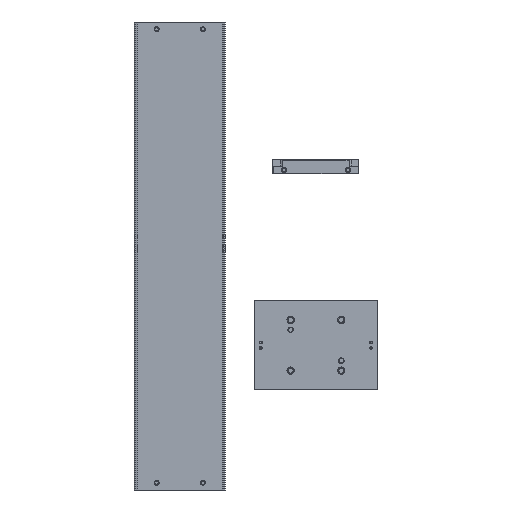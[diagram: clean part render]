
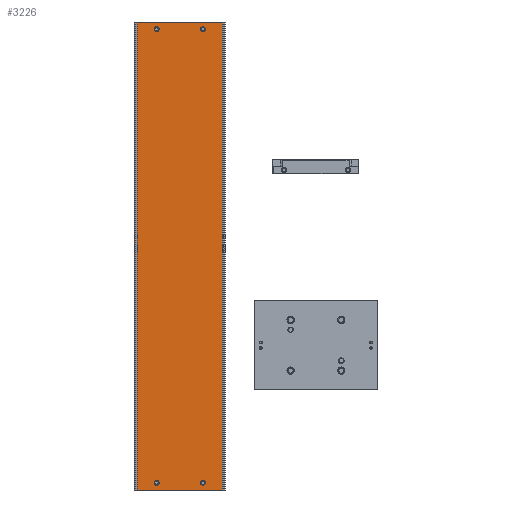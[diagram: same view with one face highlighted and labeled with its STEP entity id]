
A CAD part, front view. The second image highlights one B-rep face of the part: STEP entity #3226.
In plain terms, the highlighted planar face has unit normal (0, -1, 0).
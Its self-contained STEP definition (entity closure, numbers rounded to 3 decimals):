
#180=PLANE('',#3547);
#286=LINE('',#5132,#476);
#287=LINE('',#5144,#477);
#288=LINE('',#5146,#478);
#289=LINE('',#5148,#479);
#476=VECTOR('',#4014,1000.);
#477=VECTOR('',#4027,1000.);
#478=VECTOR('',#4028,1000.);
#479=VECTOR('',#4029,1000.);
#660=CIRCLE('',#3548,2.25);
#661=CIRCLE('',#3549,2.25);
#662=CIRCLE('',#3550,2.25);
#663=CIRCLE('',#3551,2.25);
#871=ORIENTED_EDGE('',*,*,#1692,.F.);
#872=ORIENTED_EDGE('',*,*,#1693,.F.);
#873=ORIENTED_EDGE('',*,*,#1694,.F.);
#874=ORIENTED_EDGE('',*,*,#1695,.F.);
#875=ORIENTED_EDGE('',*,*,#1696,.T.);
#876=ORIENTED_EDGE('',*,*,#1697,.F.);
#877=ORIENTED_EDGE('',*,*,#1698,.F.);
#878=ORIENTED_EDGE('',*,*,#1690,.T.);
#1690=EDGE_CURVE('',#2099,#2098,#286,.T.);
#1692=EDGE_CURVE('',#2100,#2100,#660,.T.);
#1693=EDGE_CURVE('',#2101,#2101,#661,.T.);
#1694=EDGE_CURVE('',#2102,#2102,#662,.T.);
#1695=EDGE_CURVE('',#2103,#2103,#663,.T.);
#1696=EDGE_CURVE('',#2098,#2104,#287,.T.);
#1697=EDGE_CURVE('',#2105,#2104,#288,.T.);
#1698=EDGE_CURVE('',#2099,#2105,#289,.T.);
#2098=VERTEX_POINT('',#5131);
#2099=VERTEX_POINT('',#5133);
#2100=VERTEX_POINT('',#5137);
#2101=VERTEX_POINT('',#5139);
#2102=VERTEX_POINT('',#5141);
#2103=VERTEX_POINT('',#5143);
#2104=VERTEX_POINT('',#5145);
#2105=VERTEX_POINT('',#5147);
#2435=EDGE_LOOP('',(#871));
#2436=EDGE_LOOP('',(#872));
#2437=EDGE_LOOP('',(#873));
#2438=EDGE_LOOP('',(#874));
#2439=EDGE_LOOP('',(#875,#876,#877,#878));
#2787=FACE_BOUND('',#2435,.T.);
#2788=FACE_BOUND('',#2436,.T.);
#2789=FACE_BOUND('',#2437,.T.);
#2790=FACE_BOUND('',#2438,.T.);
#2791=FACE_BOUND('',#2439,.T.);
#3226=ADVANCED_FACE('',(#2787,#2788,#2789,#2790,#2791),#180,.F.);
#3547=AXIS2_PLACEMENT_3D('',#5135,#4017,#4018);
#3548=AXIS2_PLACEMENT_3D('',#5136,#4019,#4020);
#3549=AXIS2_PLACEMENT_3D('',#5138,#4021,#4022);
#3550=AXIS2_PLACEMENT_3D('',#5140,#4023,#4024);
#3551=AXIS2_PLACEMENT_3D('',#5142,#4025,#4026);
#4014=DIRECTION('',(0.,0.,-1.));
#4017=DIRECTION('',(0.,1.,0.));
#4018=DIRECTION('',(0.,0.,1.));
#4019=DIRECTION('',(0.,-1.,0.));
#4020=DIRECTION('',(0.,0.,-1.));
#4021=DIRECTION('',(0.,-1.,0.));
#4022=DIRECTION('',(0.,0.,-1.));
#4023=DIRECTION('',(0.,-1.,0.));
#4024=DIRECTION('',(0.,0.,-1.));
#4025=DIRECTION('',(0.,-1.,0.));
#4026=DIRECTION('',(0.,0.,-1.));
#4027=DIRECTION('',(1.,0.,0.));
#4028=DIRECTION('',(0.,0.,-1.));
#4029=DIRECTION('',(1.,0.,0.));
#5131=CARTESIAN_POINT('',(-38.7,0.,-212.35));
#5132=CARTESIAN_POINT('',(-38.7,0.,212.35));
#5133=CARTESIAN_POINT('',(-38.7,0.,212.35));
#5135=CARTESIAN_POINT('',(-38.7,0.,212.35));
#5136=CARTESIAN_POINT('',(-21.,0.,205.75));
#5137=CARTESIAN_POINT('',(-21.,0.,203.5));
#5138=CARTESIAN_POINT('',(-21.,0.,-205.75));
#5139=CARTESIAN_POINT('',(-21.,0.,-208.));
#5140=CARTESIAN_POINT('',(21.,0.,205.75));
#5141=CARTESIAN_POINT('',(21.,0.,203.5));
#5142=CARTESIAN_POINT('',(21.,0.,-205.75));
#5143=CARTESIAN_POINT('',(21.,0.,-208.));
#5144=CARTESIAN_POINT('',(-38.7,0.,-212.35));
#5145=CARTESIAN_POINT('',(38.7,0.,-212.35));
#5146=CARTESIAN_POINT('',(38.7,0.,212.35));
#5147=CARTESIAN_POINT('',(38.7,0.,212.35));
#5148=CARTESIAN_POINT('',(-38.7,0.,212.35));
